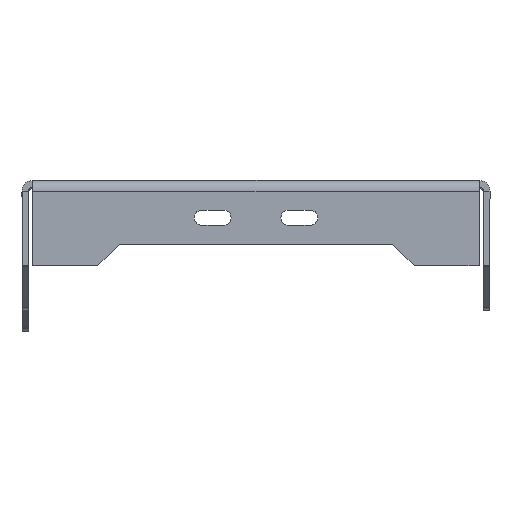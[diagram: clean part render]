
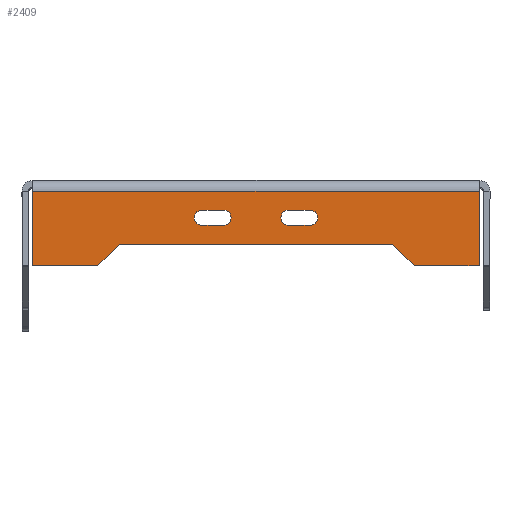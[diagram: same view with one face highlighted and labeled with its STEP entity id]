
A CAD part, top view. The second image highlights one B-rep face of the part: STEP entity #2409.
In plain terms, the highlighted planar face has unit normal (0, 0, 1).
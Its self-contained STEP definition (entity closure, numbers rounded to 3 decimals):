
#12 = DIRECTION ( 'NONE',  ( 0., 0., 1. ) ) ;
#27 = VERTEX_POINT ( 'NONE', #2117 ) ;
#56 = VERTEX_POINT ( 'NONE', #862 ) ;
#66 = EDGE_CURVE ( 'NONE', #1876, #1785, #863, .T. ) ;
#67 = VERTEX_POINT ( 'NONE', #1381 ) ;
#92 = EDGE_CURVE ( 'NONE', #67, #1151, #698, .T. ) ;
#103 = VECTOR ( 'NONE', #362, 1000. ) ;
#116 = CARTESIAN_POINT ( 'NONE',  ( 25., -17.252, 310. ) ) ;
#149 = DIRECTION ( 'NONE',  ( 1., 0., 0. ) ) ;
#188 = ORIENTED_EDGE ( 'NONE', *, *, #822, .F. ) ;
#218 = AXIS2_PLACEMENT_3D ( 'NONE', #1545, #12, #1802 ) ;
#238 = FACE_BOUND ( 'NONE', #2762, .T. ) ;
#277 = CIRCLE ( 'NONE', #1459, 3.5 ) ;
#284 = DIRECTION ( 'NONE',  ( 0., 0., 1. ) ) ;
#312 = VECTOR ( 'NONE', #3235, 1000. ) ;
#313 = ORIENTED_EDGE ( 'NONE', *, *, #1910, .T. ) ;
#362 = DIRECTION ( 'NONE',  ( 0.707, 0.707, 0. ) ) ;
#370 = EDGE_CURVE ( 'NONE', #437, #3187, #497, .T. ) ;
#371 = DIRECTION ( 'NONE',  ( 0., -1., 0. ) ) ;
#389 = ORIENTED_EDGE ( 'NONE', *, *, #1636, .T. ) ;
#434 = EDGE_CURVE ( 'NONE', #27, #567, #2209, .T. ) ;
#435 = CARTESIAN_POINT ( 'NONE',  ( -103., 0.498, 310. ) ) ;
#437 = VERTEX_POINT ( 'NONE', #3015 ) ;
#486 = LINE ( 'NONE', #435, #2507 ) ;
#487 = ORIENTED_EDGE ( 'NONE', *, *, #66, .T. ) ;
#489 = DIRECTION ( 'NONE',  ( -1., 0., 0. ) ) ;
#497 = LINE ( 'NONE', #2292, #1190 ) ;
#516 = VERTEX_POINT ( 'NONE', #1989 ) ;
#517 = DIRECTION ( 'NONE',  ( 0., 1., 0. ) ) ;
#565 = CIRCLE ( 'NONE', #2074, 3.5 ) ;
#567 = VERTEX_POINT ( 'NONE', #2221 ) ;
#619 = VECTOR ( 'NONE', #2397, 1000. ) ;
#626 = ORIENTED_EDGE ( 'NONE', *, *, #1856, .T. ) ;
#638 = ORIENTED_EDGE ( 'NONE', *, *, #2094, .F. ) ;
#698 = LINE ( 'NONE', #3140, #619 ) ;
#742 = DIRECTION ( 'NONE',  ( 0., 0., 1. ) ) ;
#799 = EDGE_CURVE ( 'NONE', #2178, #3187, #1263, .T. ) ;
#822 = EDGE_CURVE ( 'NONE', #1151, #867, #565, .T. ) ;
#862 = CARTESIAN_POINT ( 'NONE',  ( 15., -20.752, 310. ) ) ;
#863 = LINE ( 'NONE', #1623, #103 ) ;
#867 = VERTEX_POINT ( 'NONE', #3078 ) ;
#907 = DIRECTION ( 'NONE',  ( 0., 0., -1. ) ) ;
#917 = CARTESIAN_POINT ( 'NONE',  ( 15., -13.752, 310. ) ) ;
#963 = ORIENTED_EDGE ( 'NONE', *, *, #1741, .F. ) ;
#972 = CARTESIAN_POINT ( 'NONE',  ( 103., -5., 310. ) ) ;
#991 = CARTESIAN_POINT ( 'NONE',  ( -15., -20.752, 310. ) ) ;
#998 = LINE ( 'NONE', #2238, #312 ) ;
#1014 = EDGE_CURVE ( 'NONE', #1584, #2780, #3139, .T. ) ;
#1036 = ORIENTED_EDGE ( 'NONE', *, *, #3188, .F. ) ;
#1151 = VERTEX_POINT ( 'NONE', #1448 ) ;
#1190 = VECTOR ( 'NONE', #517, 1000. ) ;
#1263 = LINE ( 'NONE', #1492, #3184 ) ;
#1310 = CARTESIAN_POINT ( 'NONE',  ( 25., -13.752, 310. ) ) ;
#1340 = CARTESIAN_POINT ( 'NONE',  ( -103., -5., 310. ) ) ;
#1347 = ORIENTED_EDGE ( 'NONE', *, *, #434, .T. ) ;
#1356 = ORIENTED_EDGE ( 'NONE', *, *, #2642, .F. ) ;
#1381 = CARTESIAN_POINT ( 'NONE',  ( -15., -13.752, 310. ) ) ;
#1386 = CARTESIAN_POINT ( 'NONE',  ( 103., -39.502, 310. ) ) ;
#1411 = VECTOR ( 'NONE', #2902, 1000. ) ;
#1448 = CARTESIAN_POINT ( 'NONE',  ( -25., -13.752, 310. ) ) ;
#1459 = AXIS2_PLACEMENT_3D ( 'NONE', #2271, #742, #2514 ) ;
#1478 = ORIENTED_EDGE ( 'NONE', *, *, #1720, .T. ) ;
#1492 = CARTESIAN_POINT ( 'NONE',  ( 153., -5., 310. ) ) ;
#1500 = AXIS2_PLACEMENT_3D ( 'NONE', #116, #1896, #371 ) ;
#1504 = CARTESIAN_POINT ( 'NONE',  ( 15., -13.752, 310. ) ) ;
#1512 = VECTOR ( 'NONE', #489, 1000. ) ;
#1515 = CARTESIAN_POINT ( 'NONE',  ( 73., -39.502, 310. ) ) ;
#1519 = FACE_BOUND ( 'NONE', #2412, .T. ) ;
#1545 = CARTESIAN_POINT ( 'NONE',  ( 15., -17.252, 310. ) ) ;
#1584 = VERTEX_POINT ( 'NONE', #2861 ) ;
#1623 = CARTESIAN_POINT ( 'NONE',  ( -73., -39.502, 310. ) ) ;
#1636 = EDGE_CURVE ( 'NONE', #567, #437, #3054, .T. ) ;
#1656 = CARTESIAN_POINT ( 'NONE',  ( 153., 100.498, 310. ) ) ;
#1669 = CARTESIAN_POINT ( 'NONE',  ( -15., -20.752, 310. ) ) ;
#1681 = CARTESIAN_POINT ( 'NONE',  ( -63., -29.502, 310. ) ) ;
#1720 = EDGE_CURVE ( 'NONE', #516, #1876, #2970, .T. ) ;
#1741 = EDGE_CURVE ( 'NONE', #867, #3232, #2078, .T. ) ;
#1755 = VERTEX_POINT ( 'NONE', #917 ) ;
#1785 = VERTEX_POINT ( 'NONE', #1681 ) ;
#1798 = VECTOR ( 'NONE', #3132, 1000. ) ;
#1802 = DIRECTION ( 'NONE',  ( 0., -1., 0. ) ) ;
#1805 = CARTESIAN_POINT ( 'NONE',  ( -25., -17.252, 310. ) ) ;
#1856 = EDGE_CURVE ( 'NONE', #2178, #516, #486, .T. ) ;
#1876 = VERTEX_POINT ( 'NONE', #2469 ) ;
#1896 = DIRECTION ( 'NONE',  ( 0., 0., 1. ) ) ;
#1910 = EDGE_CURVE ( 'NONE', #1785, #27, #3012, .T. ) ;
#1950 = ORIENTED_EDGE ( 'NONE', *, *, #370, .T. ) ;
#1989 = CARTESIAN_POINT ( 'NONE',  ( -103., -39.502, 310. ) ) ;
#1998 = VECTOR ( 'NONE', #149, 1000. ) ;
#2064 = DIRECTION ( 'NONE',  ( 0., 1., 0. ) ) ;
#2069 = ORIENTED_EDGE ( 'NONE', *, *, #1014, .F. ) ;
#2074 = AXIS2_PLACEMENT_3D ( 'NONE', #1805, #284, #2064 ) ;
#2078 = LINE ( 'NONE', #1669, #1998 ) ;
#2094 = EDGE_CURVE ( 'NONE', #1755, #56, #2461, .T. ) ;
#2117 = CARTESIAN_POINT ( 'NONE',  ( 63., -29.502, 310. ) ) ;
#2178 = VERTEX_POINT ( 'NONE', #1340 ) ;
#2190 = FACE_OUTER_BOUND ( 'NONE', #2644, .T. ) ;
#2209 = LINE ( 'NONE', #1515, #2945 ) ;
#2221 = CARTESIAN_POINT ( 'NONE',  ( 73., -39.502, 310. ) ) ;
#2238 = CARTESIAN_POINT ( 'NONE',  ( 15., -20.752, 310. ) ) ;
#2271 = CARTESIAN_POINT ( 'NONE',  ( -15., -17.252, 310. ) ) ;
#2292 = CARTESIAN_POINT ( 'NONE',  ( 103., -39.502, 310. ) ) ;
#2303 = DIRECTION ( 'NONE',  ( 1., 0., 0. ) ) ;
#2397 = DIRECTION ( 'NONE',  ( -1., 0., 0. ) ) ;
#2409 = ADVANCED_FACE ( 'NONE', ( #2190, #238, #1519 ), #3163, .F. ) ;
#2412 = EDGE_LOOP ( 'NONE', ( #1036, #638, #3152, #2069 ) ) ;
#2416 = LINE ( 'NONE', #1504, #1512 ) ;
#2461 = CIRCLE ( 'NONE', #218, 3.5 ) ;
#2469 = CARTESIAN_POINT ( 'NONE',  ( -73., -39.502, 310. ) ) ;
#2507 = VECTOR ( 'NONE', #2714, 1000. ) ;
#2514 = DIRECTION ( 'NONE',  ( 0., 1., 0. ) ) ;
#2520 = DIRECTION ( 'NONE',  ( 0.707, -0.707, 0. ) ) ;
#2642 = EDGE_CURVE ( 'NONE', #3232, #67, #277, .T. ) ;
#2644 = EDGE_LOOP ( 'NONE', ( #2660, #626, #1478, #487, #313, #1347, #389, #1950 ) ) ;
#2660 = ORIENTED_EDGE ( 'NONE', *, *, #799, .F. ) ;
#2674 = DIRECTION ( 'NONE',  ( 0., 1., 0. ) ) ;
#2706 = AXIS2_PLACEMENT_3D ( 'NONE', #1656, #907, #2674 ) ;
#2714 = DIRECTION ( 'NONE',  ( 0., -1., 0. ) ) ;
#2742 = CARTESIAN_POINT ( 'NONE',  ( -63., -29.502, 310. ) ) ;
#2762 = EDGE_LOOP ( 'NONE', ( #3029, #1356, #963, #188 ) ) ;
#2780 = VERTEX_POINT ( 'NONE', #1310 ) ;
#2852 = VECTOR ( 'NONE', #3239, 1000. ) ;
#2861 = CARTESIAN_POINT ( 'NONE',  ( 25., -20.752, 310. ) ) ;
#2902 = DIRECTION ( 'NONE',  ( 1., 0., 0. ) ) ;
#2945 = VECTOR ( 'NONE', #2520, 1000. ) ;
#2970 = LINE ( 'NONE', #3173, #1411 ) ;
#3012 = LINE ( 'NONE', #2742, #2852 ) ;
#3015 = CARTESIAN_POINT ( 'NONE',  ( 103., -39.502, 310. ) ) ;
#3029 = ORIENTED_EDGE ( 'NONE', *, *, #92, .F. ) ;
#3054 = LINE ( 'NONE', #1386, #1798 ) ;
#3078 = CARTESIAN_POINT ( 'NONE',  ( -25., -20.752, 310. ) ) ;
#3132 = DIRECTION ( 'NONE',  ( 1., 0., 0. ) ) ;
#3139 = CIRCLE ( 'NONE', #1500, 3.5 ) ;
#3140 = CARTESIAN_POINT ( 'NONE',  ( -15., -13.752, 310. ) ) ;
#3152 = ORIENTED_EDGE ( 'NONE', *, *, #3251, .F. ) ;
#3163 = PLANE ( 'NONE',  #2706 ) ;
#3173 = CARTESIAN_POINT ( 'NONE',  ( -103., -39.502, 310. ) ) ;
#3184 = VECTOR ( 'NONE', #2303, 1000. ) ;
#3187 = VERTEX_POINT ( 'NONE', #972 ) ;
#3188 = EDGE_CURVE ( 'NONE', #56, #1584, #998, .T. ) ;
#3232 = VERTEX_POINT ( 'NONE', #991 ) ;
#3235 = DIRECTION ( 'NONE',  ( 1., 0., 0. ) ) ;
#3239 = DIRECTION ( 'NONE',  ( 1., 0., 0. ) ) ;
#3251 = EDGE_CURVE ( 'NONE', #2780, #1755, #2416, .T. ) ;
